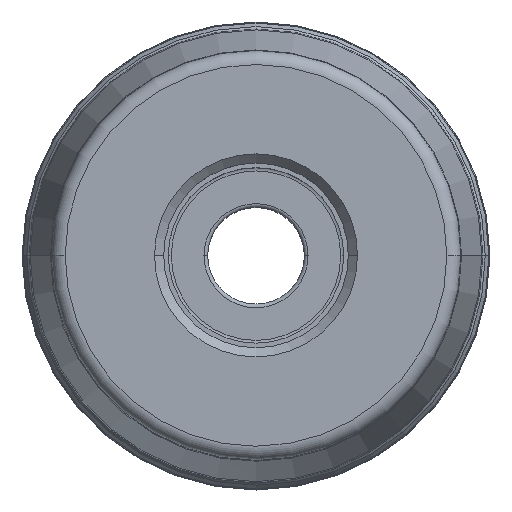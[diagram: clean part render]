
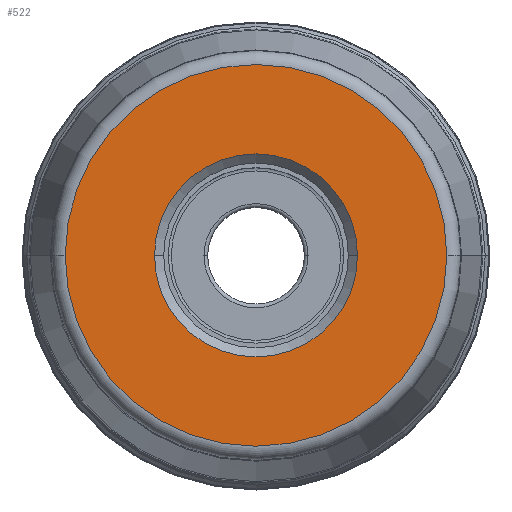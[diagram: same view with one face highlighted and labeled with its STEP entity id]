
A CAD part, top view. The second image highlights one B-rep face of the part: STEP entity #522.
In plain terms, the highlighted planar face has unit normal (0, 0, 1).
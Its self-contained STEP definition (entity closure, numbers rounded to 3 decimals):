
#522=ADVANCED_FACE('',(#569,#570),#559,.F.);
#559=PLANE('',#3101);
#569=FACE_BOUND('',#705,.T.);
#570=FACE_BOUND('',#706,.T.);
#705=EDGE_LOOP('',(#1289,#1290,#1291,#1292));
#706=EDGE_LOOP('',(#1293,#1294,#1295,#1296));
#1289=ORIENTED_EDGE('',*,*,#1962,.F.);
#1290=ORIENTED_EDGE('',*,*,#1960,.F.);
#1291=ORIENTED_EDGE('',*,*,#1959,.T.);
#1292=ORIENTED_EDGE('',*,*,#1963,.T.);
#1293=ORIENTED_EDGE('',*,*,#1964,.T.);
#1294=ORIENTED_EDGE('',*,*,#1965,.T.);
#1295=ORIENTED_EDGE('',*,*,#1966,.T.);
#1296=ORIENTED_EDGE('',*,*,#1967,.T.);
#1623=VERTEX_POINT('',#5841);
#1624=VERTEX_POINT('',#5843);
#1625=VERTEX_POINT('',#5845);
#1626=VERTEX_POINT('',#5849);
#1627=VERTEX_POINT('',#5853);
#1628=VERTEX_POINT('',#5854);
#1629=VERTEX_POINT('',#5856);
#1630=VERTEX_POINT('',#5858);
#1959=EDGE_CURVE('',#1624,#1623,#2374,.T.);
#1960=EDGE_CURVE('',#1624,#1625,#2375,.T.);
#1962=EDGE_CURVE('',#1625,#1626,#2377,.T.);
#1963=EDGE_CURVE('',#1623,#1626,#2378,.T.);
#1964=EDGE_CURVE('',#1627,#1628,#2379,.T.);
#1965=EDGE_CURVE('',#1628,#1629,#2380,.T.);
#1966=EDGE_CURVE('',#1629,#1630,#2381,.T.);
#1967=EDGE_CURVE('',#1630,#1627,#2382,.T.);
#2374=CIRCLE('',#3090,20.725);
#2375=CIRCLE('',#3091,20.725);
#2377=CIRCLE('',#3094,20.725);
#2378=CIRCLE('',#3095,20.725);
#2379=CIRCLE('',#3097,11.025);
#2380=CIRCLE('',#3098,11.025);
#2381=CIRCLE('',#3099,11.025);
#2382=CIRCLE('',#3100,11.025);
#3090=AXIS2_PLACEMENT_3D('',#5842,#3822,#3823);
#3091=AXIS2_PLACEMENT_3D('',#5844,#3824,#3825);
#3094=AXIS2_PLACEMENT_3D('',#5848,#3830,#3831);
#3095=AXIS2_PLACEMENT_3D('',#5850,#3832,#3833);
#3097=AXIS2_PLACEMENT_3D('',#5852,#3836,#3837);
#3098=AXIS2_PLACEMENT_3D('',#5855,#3838,#3839);
#3099=AXIS2_PLACEMENT_3D('',#5857,#3840,#3841);
#3100=AXIS2_PLACEMENT_3D('',#5859,#3842,#3843);
#3101=AXIS2_PLACEMENT_3D('',#5860,#3844,#3845);
#3822=DIRECTION('',(0.,0.,1.));
#3823=DIRECTION('',(1.,0.,0.));
#3824=DIRECTION('',(0.,0.,-1.));
#3825=DIRECTION('',(-1.,0.,0.));
#3830=DIRECTION('',(0.,0.,-1.));
#3831=DIRECTION('',(-1.,0.,0.));
#3832=DIRECTION('',(0.,0.,1.));
#3833=DIRECTION('',(1.,0.,0.));
#3836=DIRECTION('',(0.,0.,-1.));
#3837=DIRECTION('',(0.,-1.,0.));
#3838=DIRECTION('',(0.,0.,-1.));
#3839=DIRECTION('',(-1.,0.,0.));
#3840=DIRECTION('',(0.,0.,-1.));
#3841=DIRECTION('',(0.,1.,0.));
#3842=DIRECTION('',(0.,0.,-1.));
#3843=DIRECTION('',(1.,0.,0.));
#3844=DIRECTION('',(0.,0.,-1.));
#3845=DIRECTION('',(1.,0.,0.));
#5841=CARTESIAN_POINT('',(20.725,0.,0.));
#5842=CARTESIAN_POINT('',(0.,0.,0.));
#5843=CARTESIAN_POINT('',(20.725,-0.02,0.));
#5844=CARTESIAN_POINT('',(0.,0.,0.));
#5845=CARTESIAN_POINT('',(-20.725,0.,0.));
#5848=CARTESIAN_POINT('',(0.,0.,0.));
#5849=CARTESIAN_POINT('',(-20.725,0.02,0.));
#5850=CARTESIAN_POINT('',(0.,0.,0.));
#5852=CARTESIAN_POINT('',(0.,0.,0.));
#5853=CARTESIAN_POINT('',(0.,-11.025,0.));
#5854=CARTESIAN_POINT('',(-11.025,0.,0.));
#5855=CARTESIAN_POINT('',(0.,0.,0.));
#5856=CARTESIAN_POINT('',(0.,11.025,0.));
#5857=CARTESIAN_POINT('',(0.,0.,0.));
#5858=CARTESIAN_POINT('',(11.025,0.,0.));
#5859=CARTESIAN_POINT('',(0.,0.,0.));
#5860=CARTESIAN_POINT('',(0.,0.,0.));
